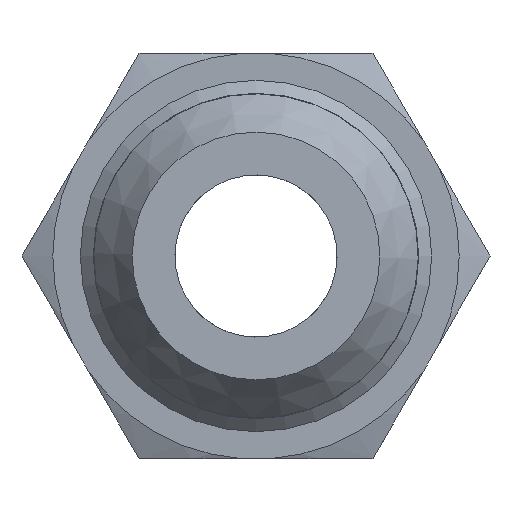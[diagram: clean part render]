
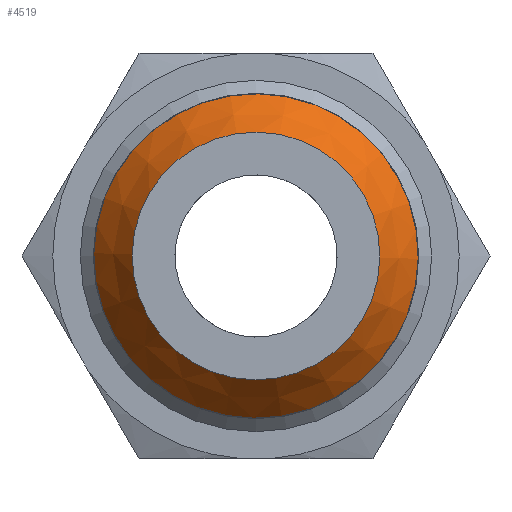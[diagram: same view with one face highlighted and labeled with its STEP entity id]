
A CAD part, left-side view. The second image highlights one B-rep face of the part: STEP entity #4519.
In plain terms, the highlighted conical face has half-angle 37 degrees and reference radius 25.4 mm.
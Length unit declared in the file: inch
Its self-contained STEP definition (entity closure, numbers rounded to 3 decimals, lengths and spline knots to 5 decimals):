
#4485=CARTESIAN_POINT('',(0.52445,0.7505,0.0));
#4486=VERTEX_POINT('',#4485);
#4487=CARTESIAN_POINT('',(0.52445,0.,0.0));
#4488=DIRECTION('',(1.0,0.0,0.0));
#4489=DIRECTION('',(0.0,1.0,0.0));
#4490=AXIS2_PLACEMENT_3D('',#4487,#4488,#4489);
#4491=CIRCLE('',#4490,0.7505);
#4492=EDGE_CURVE('',#4486,#4486,#4491,.T.);
#4500=CARTESIAN_POINT('',(0.19335,0.,0.0));
#4501=DIRECTION('',(-1.0,0.0,0.0));
#4502=DIRECTION('',(0.0,1.0,0.0));
#4503=AXIS2_PLACEMENT_3D('',#4500,#4501,#4502);
#4504=CONICAL_SURFACE('',#4503,1.0,37.);
#4505=CARTESIAN_POINT('',(0.76,0.573,0.0));
#4506=VERTEX_POINT('',#4505);
#4507=CARTESIAN_POINT('',(0.76,0.,0.0));
#4508=DIRECTION('',(1.0,0.0,0.0));
#4509=DIRECTION('',(0.0,1.0,0.0));
#4510=AXIS2_PLACEMENT_3D('',#4507,#4508,#4509);
#4511=CIRCLE('',#4510,0.573);
#4512=EDGE_CURVE('',#4506,#4506,#4511,.T.);
#4513=ORIENTED_EDGE('',*,*,#4512,.F.);
#4514=EDGE_LOOP('',(#4513));
#4515=FACE_OUTER_BOUND('',#4514,.T.);
#4516=ORIENTED_EDGE('',*,*,#4492,.T.);
#4517=EDGE_LOOP('',(#4516));
#4518=FACE_BOUND('',#4517,.T.);
#4519=ADVANCED_FACE('',(#4515,#4518),#4504,.T.);
